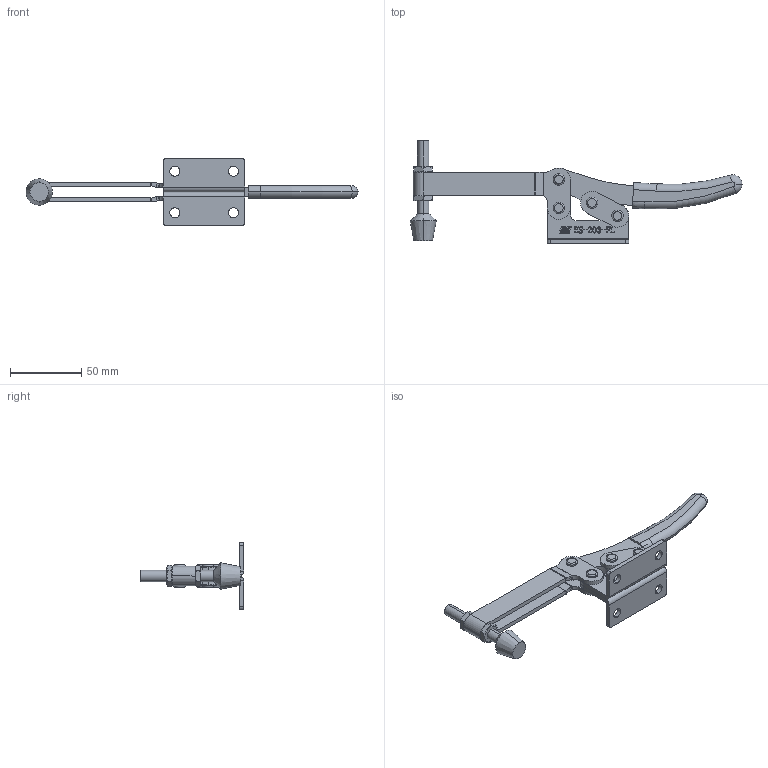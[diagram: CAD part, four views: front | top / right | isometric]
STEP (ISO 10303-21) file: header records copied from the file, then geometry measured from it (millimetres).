
FILE_DESCRIPTION (( 'STEP AP203' ), '1' );
FILE_NAME ('HS-203-FL 装配体.STEP', '2018-12-07T03:39:13', ( 'PCOS' ), ( '微软中国' ), 'SwSTEP 2.0', 'SolidWorks 2012', '' );
FILE_SCHEMA (( 'CONFIG_CONTROL_DESIGN' ));
Length unit declared in the file: millimetre
Products named in the file (11): HS-203-FL 蚾饜极; hex thin nuts-grades ab-chamfered gb_GB_FASTENER_NUT_STNAB M8-N; hexagon head bolts-full thread gb_GB_FASTENER_BOLT_STBAB A M8X55-N; 揤輸; 揤參; 种; 忒梟; 忒參; 蟀裝; 楊擘菁釱酘; 楊擘菁釱衵
Assembly tree (15 placements, depth 2):
  HS-203-FL 蚾饜极
    楊擘菁釱衵
    楊擘菁釱酘
    蟀裝  x2
    忒參
    忒梟
    种  x4
    揤參
    揤輸
    hexagon head bolts-full thread gb_GB_FASTENER_BOLT_STBAB A M8X55-N
    hex thin nuts-grades ab-chamfered gb_GB_FASTENER_NUT_STNAB M8-N  x2
Bounding box: 232.51 x 72.45 x 47 mm (x, y, z)
Volume: 53297.4 mm3; surface area: 36382 mm2
Topology: 15 solids, 15 shells, 681 faces, 1737 edges, 1123 vertices
Faces by surface type: plane 328, cylinder 154, bspline 145, cone 30, torus 24
Entity records: 25841 total; most frequent: CARTESIAN_POINT 10274, ORIENTED_EDGE 3184, DIRECTION 2540, EDGE_CURVE 1592, VERTEX_POINT 1033, VECTOR 966, LINE 966, AXIS2_PLACEMENT_3D 787
